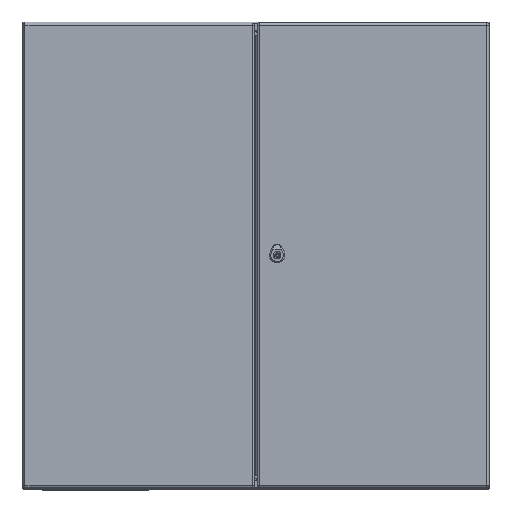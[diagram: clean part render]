
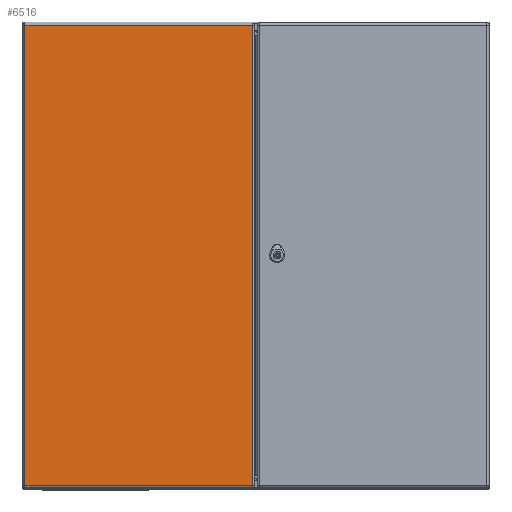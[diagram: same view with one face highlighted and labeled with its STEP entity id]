
A CAD part, top view. The second image highlights one B-rep face of the part: STEP entity #6516.
In plain terms, the highlighted face is planar.
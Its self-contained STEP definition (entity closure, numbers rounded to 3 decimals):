
#6516=ADVANCED_FACE('',(#8057),#7215,.F.);
#7215=PLANE('',#25938);
#8057=FACE_OUTER_BOUND('',#9519,.T.);
#9519=EDGE_LOOP('',(#14517,#14518,#14519,#14520));
#14517=ORIENTED_EDGE('',*,*,#20543,.T.);
#14518=ORIENTED_EDGE('',*,*,#20544,.T.);
#14519=ORIENTED_EDGE('',*,*,#20545,.T.);
#14520=ORIENTED_EDGE('',*,*,#20546,.T.);
#17770=VERTEX_POINT('',#43010);
#17771=VERTEX_POINT('',#43011);
#17772=VERTEX_POINT('',#43013);
#17773=VERTEX_POINT('',#43015);
#20543=EDGE_CURVE('',#17770,#17771,#22365,.T.);
#20544=EDGE_CURVE('',#17771,#17772,#22366,.T.);
#20545=EDGE_CURVE('',#17772,#17773,#22367,.T.);
#20546=EDGE_CURVE('',#17773,#17770,#22368,.T.);
#22365=LINE('',#43009,#23815);
#22366=LINE('',#43012,#23816);
#22367=LINE('',#43014,#23817);
#22368=LINE('',#43016,#23818);
#23815=VECTOR('',#31142,1.);
#23816=VECTOR('',#31143,1.);
#23817=VECTOR('',#31144,1.);
#23818=VECTOR('',#31145,1.);
#25938=AXIS2_PLACEMENT_3D('',#43017,#31146,#31147);
#31142=DIRECTION('',(-1.,0.,0.));
#31143=DIRECTION('',(0.,1.,0.));
#31144=DIRECTION('',(1.,0.,0.));
#31145=DIRECTION('',(0.,-1.,0.));
#31146=DIRECTION('',(0.,0.,1.));
#31147=DIRECTION('',(1.,0.,0.));
#43009=CARTESIAN_POINT('',(0.,-493.5,0.));
#43010=CARTESIAN_POINT('',(244.,-493.5,0.));
#43011=CARTESIAN_POINT('',(-244.,-493.5,0.));
#43012=CARTESIAN_POINT('',(-244.,0.,0.));
#43013=CARTESIAN_POINT('',(-244.,493.5,0.));
#43014=CARTESIAN_POINT('',(0.,493.5,0.));
#43015=CARTESIAN_POINT('',(244.,493.5,0.));
#43016=CARTESIAN_POINT('',(244.,0.,0.));
#43017=CARTESIAN_POINT('',(0.,0.,0.));
